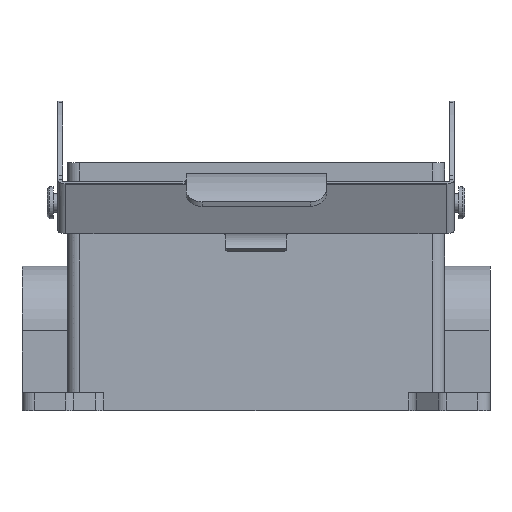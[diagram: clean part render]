
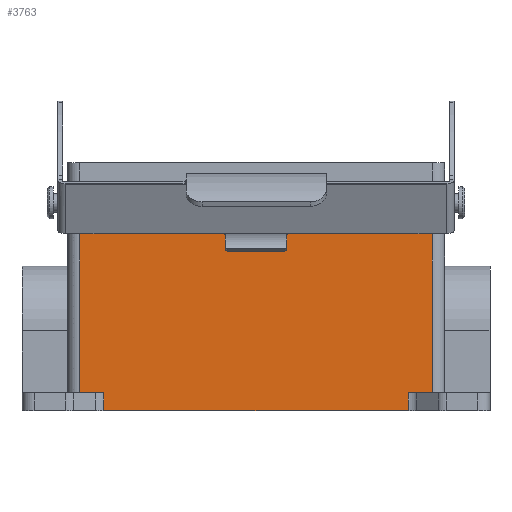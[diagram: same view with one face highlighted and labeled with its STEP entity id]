
A CAD part, top view. The second image highlights one B-rep face of the part: STEP entity #3763.
In plain terms, the highlighted planar face has unit normal (0, 0, 1).
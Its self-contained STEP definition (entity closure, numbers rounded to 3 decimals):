
#44 = FACE_OUTER_BOUND ( 'NONE', #1100, .T. ) ;
#324 = ORIENTED_EDGE ( 'NONE', *, *, #3233, .T. ) ;
#348 = ORIENTED_EDGE ( 'NONE', *, *, #3230, .F. ) ;
#354 = ORIENTED_EDGE ( 'NONE', *, *, #3226, .T. ) ;
#359 = ORIENTED_EDGE ( 'NONE', *, *, #3239, .T. ) ;
#364 = ORIENTED_EDGE ( 'NONE', *, *, #3368, .T. ) ;
#372 = ORIENTED_EDGE ( 'NONE', *, *, #3208, .F. ) ;
#379 = ORIENTED_EDGE ( 'NONE', *, *, #3220, .F. ) ;
#388 = ORIENTED_EDGE ( 'NONE', *, *, #3574, .T. ) ;
#459 = VERTEX_POINT ( 'NONE', #6216 ) ;
#461 = VERTEX_POINT ( 'NONE', #6221 ) ;
#464 = VERTEX_POINT ( 'NONE', #6208 ) ;
#465 = VERTEX_POINT ( 'NONE', #6213 ) ;
#477 = VERTEX_POINT ( 'NONE', #6199 ) ;
#508 = VERTEX_POINT ( 'NONE', #6318 ) ;
#519 = VERTEX_POINT ( 'NONE', #6264 ) ;
#531 = VERTEX_POINT ( 'NONE', #6022 ) ;
#801 = VECTOR ( 'NONE', #5135, 1000. ) ;
#838 = VECTOR ( 'NONE', #5052, 1000. ) ;
#845 = VECTOR ( 'NONE', #5069, 1000. ) ;
#850 = VECTOR ( 'NONE', #5064, 1000. ) ;
#860 = VECTOR ( 'NONE', #5083, 1000. ) ;
#875 = VECTOR ( 'NONE', #5100, 1000. ) ;
#1100 = EDGE_LOOP ( 'NONE', ( #364, #354, #379, #324, #388, #372, #348, #359 ) ) ;
#1395 = DIRECTION ( 'NONE',  ( -1., 0., 0. ) ) ;
#1396 = DIRECTION ( 'NONE',  ( 0., 0., -1. ) ) ;
#1397 = CARTESIAN_POINT ( 'NONE',  ( 14.375, 57., -6.5 ) ) ;
#1399 = PLANE ( 'NONE',  #5341 ) ;
#1751 = DIRECTION ( 'NONE',  ( 1., 0., 0. ) ) ;
#1754 = CARTESIAN_POINT ( 'NONE',  ( 14.375, 4.5, -6.5 ) ) ;
#2839 = VECTOR ( 'NONE', #4910, 1000. ) ;
#3208 = EDGE_CURVE ( 'NONE', #464, #508, #6924, .T. ) ;
#3220 = EDGE_CURVE ( 'NONE', #459, #461, #6931, .T. ) ;
#3226 = EDGE_CURVE ( 'NONE', #531, #461, #6935, .T. ) ;
#3230 = EDGE_CURVE ( 'NONE', #465, #464, #6938, .T. ) ;
#3233 = EDGE_CURVE ( 'NONE', #459, #477, #6940, .T. ) ;
#3239 = EDGE_CURVE ( 'NONE', #465, #519, #6944, .T. ) ;
#3368 = EDGE_CURVE ( 'NONE', #519, #531, #3811, .T. ) ;
#3574 = EDGE_CURVE ( 'NONE', #477, #508, #3969, .T. ) ;
#3763 = ADVANCED_FACE ( 'NONE', ( #44 ), #1399, .F. ) ;
#3811 = LINE ( 'NONE', #4911, #2839 ) ;
#3969 = LINE ( 'NONE', #1754, #5436 ) ;
#4910 = DIRECTION ( 'NONE',  ( 1., 0., 0. ) ) ;
#4911 = CARTESIAN_POINT ( 'NONE',  ( 14.375, 4.5, -6.5 ) ) ;
#5052 = DIRECTION ( 'NONE',  ( 0., -1., 0. ) ) ;
#5053 = CARTESIAN_POINT ( 'NONE',  ( 14.375, 57., -6.5 ) ) ;
#5064 = DIRECTION ( 'NONE',  ( 1., 0., 0. ) ) ;
#5065 = CARTESIAN_POINT ( 'NONE',  ( 14.375, 57., -6.5 ) ) ;
#5069 = DIRECTION ( 'NONE',  ( 0., 1., 0. ) ) ;
#5078 = CARTESIAN_POINT ( 'NONE',  ( 96.602, 4.5, -6.5 ) ) ;
#5083 = DIRECTION ( 'NONE',  ( 0., -1., 0. ) ) ;
#5087 = CARTESIAN_POINT ( 'NONE',  ( 20.398, 0., -6.5 ) ) ;
#5100 = DIRECTION ( 'NONE',  ( -1., 0., 0. ) ) ;
#5101 = CARTESIAN_POINT ( 'NONE',  ( 19.25, 0., -6.5 ) ) ;
#5135 = DIRECTION ( 'NONE',  ( 0., -1., 0. ) ) ;
#5137 = CARTESIAN_POINT ( 'NONE',  ( 102.625, 57., -6.5 ) ) ;
#5341 = AXIS2_PLACEMENT_3D ( 'NONE', #1397, #1396, #1395 ) ;
#5436 = VECTOR ( 'NONE', #1751, 1000. ) ;
#6022 = CARTESIAN_POINT ( 'NONE',  ( 20.398, 4.5, -6.5 ) ) ;
#6199 = CARTESIAN_POINT ( 'NONE',  ( 96.602, 4.5, -6.5 ) ) ;
#6208 = CARTESIAN_POINT ( 'NONE',  ( 102.625, 57., -6.5 ) ) ;
#6213 = CARTESIAN_POINT ( 'NONE',  ( 14.375, 57., -6.5 ) ) ;
#6216 = CARTESIAN_POINT ( 'NONE',  ( 96.602, 0., -6.5 ) ) ;
#6221 = CARTESIAN_POINT ( 'NONE',  ( 20.398, 0., -6.5 ) ) ;
#6264 = CARTESIAN_POINT ( 'NONE',  ( 14.375, 4.5, -6.5 ) ) ;
#6318 = CARTESIAN_POINT ( 'NONE',  ( 102.625, 4.5, -6.5 ) ) ;
#6924 = LINE ( 'NONE', #5137, #801 ) ;
#6931 = LINE ( 'NONE', #5101, #875 ) ;
#6935 = LINE ( 'NONE', #5087, #860 ) ;
#6938 = LINE ( 'NONE', #5065, #850 ) ;
#6940 = LINE ( 'NONE', #5078, #845 ) ;
#6944 = LINE ( 'NONE', #5053, #838 ) ;
